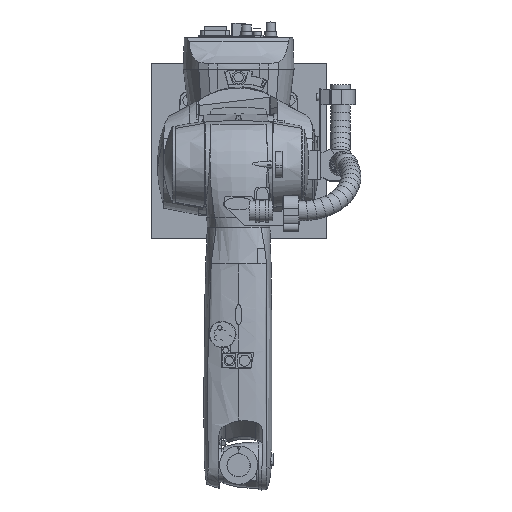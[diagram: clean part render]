
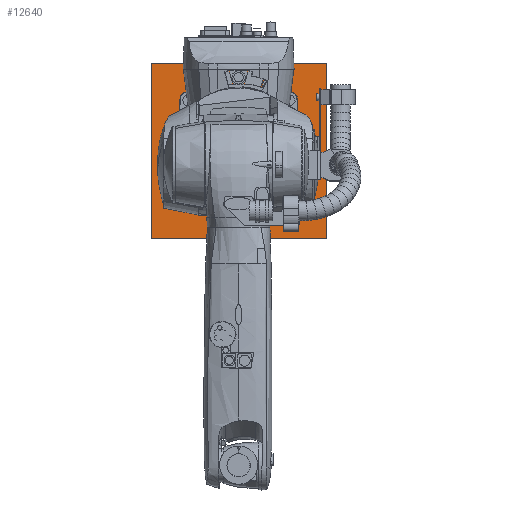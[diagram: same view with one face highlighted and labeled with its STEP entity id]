
A CAD part, top view. The second image highlights one B-rep face of the part: STEP entity #12640.
In plain terms, the highlighted face is planar.
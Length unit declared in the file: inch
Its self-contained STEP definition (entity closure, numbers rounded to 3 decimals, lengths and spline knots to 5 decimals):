
#1031=LINE('',#49884,#1869);
#1032=LINE('',#49886,#1870);
#1033=LINE('',#49888,#1871);
#1034=LINE('',#49889,#1872);
#1869=VECTOR('',#16695,0.03937);
#1870=VECTOR('',#16696,0.03937);
#1871=VECTOR('',#16697,0.03937);
#1872=VECTOR('',#16698,0.03937);
#2244=PLANE('',#13959);
#2776=FACE_OUTER_BOUND('',#3337,.T.);
#3337=EDGE_LOOP('',(#11142,#11143,#11144,#11145));
#5972=VERTEX_POINT('',#49882);
#5973=VERTEX_POINT('',#49883);
#5974=VERTEX_POINT('',#49885);
#5975=VERTEX_POINT('',#49887);
#8034=EDGE_CURVE('',#5972,#5973,#1031,.T.);
#8035=EDGE_CURVE('',#5973,#5974,#1032,.T.);
#8036=EDGE_CURVE('',#5974,#5975,#1033,.T.);
#8037=EDGE_CURVE('',#5975,#5972,#1034,.T.);
#11142=ORIENTED_EDGE('',*,*,#8034,.T.);
#11143=ORIENTED_EDGE('',*,*,#8035,.T.);
#11144=ORIENTED_EDGE('',*,*,#8036,.T.);
#11145=ORIENTED_EDGE('',*,*,#8037,.T.);
#12640=ADVANCED_FACE('',(#2776),#2244,.T.);
#13959=AXIS2_PLACEMENT_3D('',#49881,#16693,#16694);
#16693=DIRECTION('center_axis',(0.,0.,-1.));
#16694=DIRECTION('ref_axis',(-1.,0.,0.));
#16695=DIRECTION('',(-1.,0.,0.));
#16696=DIRECTION('',(0.,1.,0.));
#16697=DIRECTION('',(1.,0.,0.));
#16698=DIRECTION('',(0.,-1.,0.));
#49881=CARTESIAN_POINT('Origin',(-13.56284,-4.95415,21.51575));
#49882=CARTESIAN_POINT('',(-1.75182,-4.95415,21.51575));
#49883=CARTESIAN_POINT('',(-13.56284,-4.95415,21.51575));
#49884=CARTESIAN_POINT('',(-1.75182,-4.95415,21.51575));
#49885=CARTESIAN_POINT('',(-13.56284,6.85687,21.51575));
#49886=CARTESIAN_POINT('',(-13.56284,-4.95415,21.51575));
#49887=CARTESIAN_POINT('',(-1.75182,6.85687,21.51575));
#49888=CARTESIAN_POINT('',(-13.56284,6.85687,21.51575));
#49889=CARTESIAN_POINT('',(-1.75182,6.85687,21.51575));
